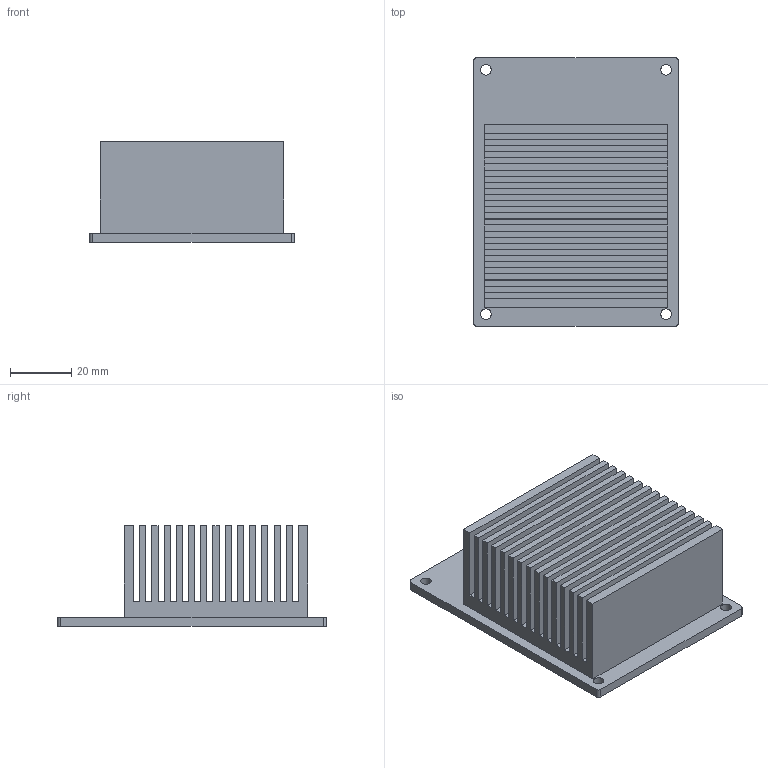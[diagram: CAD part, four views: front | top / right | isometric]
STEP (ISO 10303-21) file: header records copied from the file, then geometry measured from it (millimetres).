
FILE_DESCRIPTION(/* description */ (''),/* implementation_level */ '2;1');
FILE_NAME(/* name */ 'MKS MOSFET.step',/* time_stamp */ '2025-06-17T02:31:17+09:00',/* author */ (''),/* organization */ (''),/* preprocessor_version */ 'ST-DEVELOPER v20.1',/* originating_system */ 'Autodesk Translation Framework v14.10.0.0',/* authorisation */ '');
FILE_SCHEMA (('AUTOMOTIVE_DESIGN { 1 0 10303 214 3 1 1 }'));
Length unit declared in the file: millimetre
Products named in the file (1): MKS MOSFET
Bounding box: 67 x 88 x 33 mm (x, y, z)
Volume: 83570 mm3; surface area: 60570.1 mm2
Topology: 1 solids, 1 shells, 75 faces, 216 edges, 144 vertices
Faces by surface type: plane 67, cylinder 8
Full cylindrical faces by diameter (mm): 3.5 x4
Entity records: 2529 total; most frequent: CARTESIAN_POINT 436, ORIENTED_EDGE 432, DIRECTION 384, EDGE_CURVE 216, LINE 200, VECTOR 200, VERTEX_POINT 144, AXIS2_PLACEMENT_3D 92
